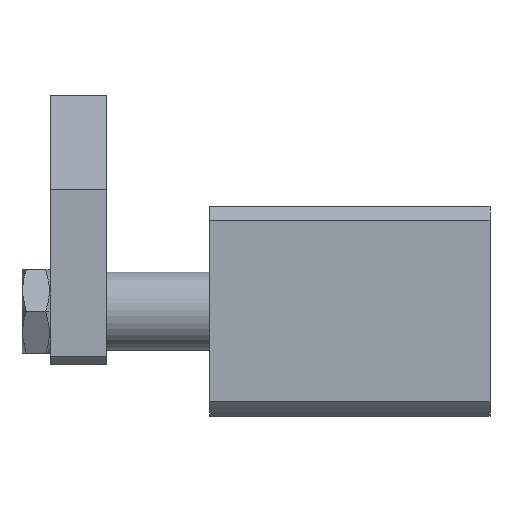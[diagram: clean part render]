
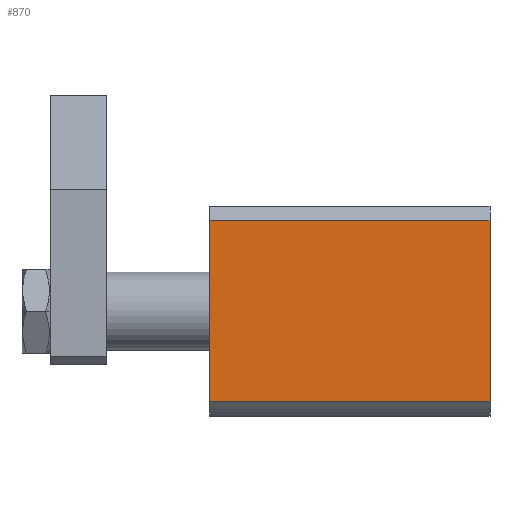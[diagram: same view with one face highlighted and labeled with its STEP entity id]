
A CAD part, left-side view. The second image highlights one B-rep face of the part: STEP entity #870.
In plain terms, the highlighted planar face has unit normal (-1, 0, 0).
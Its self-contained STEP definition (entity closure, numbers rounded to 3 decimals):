
#71 = VERTEX_POINT ( 'NONE', #1037 ) ;
#870 = ADVANCED_FACE ( 'NONE', ( #3177 ), #1062, .F. ) ;
#1037 = CARTESIAN_POINT ( 'NONE',  ( -37.5, 0., 32.311 ) ) ;
#1058 = DIRECTION ( 'NONE',  ( 0., 0., -1. ) ) ;
#1059 = DIRECTION ( 'NONE',  ( 1., 0., 0. ) ) ;
#1062 = PLANE ( 'NONE',  #2141 ) ;
#1070 = CARTESIAN_POINT ( 'NONE',  ( -37.5, 100., 37.5 ) ) ;
#2033 = EDGE_CURVE ( 'NONE', #5217, #5247, #2308, .T. ) ;
#2141 = AXIS2_PLACEMENT_3D ( 'NONE', #1070, #1059, #1058 ) ;
#2303 = VECTOR ( 'NONE', #3018, 1000. ) ;
#2308 = LINE ( 'NONE', #2623, #2303 ) ;
#2623 = CARTESIAN_POINT ( 'NONE',  ( -37.5, 100., 37.5 ) ) ;
#3018 = DIRECTION ( 'NONE',  ( 0., 0., 1. ) ) ;
#3177 = FACE_OUTER_BOUND ( 'NONE', #4889, .T. ) ;
#3297 = CARTESIAN_POINT ( 'NONE',  ( -37.5, 0., -32.311 ) ) ;
#3824 = EDGE_CURVE ( 'NONE', #5247, #71, #4478, .T. ) ;
#3825 = EDGE_CURVE ( 'NONE', #5214, #5217, #4479, .T. ) ;
#3832 = EDGE_CURVE ( 'NONE', #5214, #71, #4489, .T. ) ;
#3951 = ORIENTED_EDGE ( 'NONE', *, *, #3825, .F. ) ;
#3952 = ORIENTED_EDGE ( 'NONE', *, *, #3832, .T. ) ;
#3953 = ORIENTED_EDGE ( 'NONE', *, *, #3824, .F. ) ;
#3954 = ORIENTED_EDGE ( 'NONE', *, *, #2033, .F. ) ;
#4478 = LINE ( 'NONE', #5667, #4480 ) ;
#4479 = LINE ( 'NONE', #5685, #4482 ) ;
#4480 = VECTOR ( 'NONE', #5669, 1000. ) ;
#4482 = VECTOR ( 'NONE', #5686, 1000. ) ;
#4489 = LINE ( 'NONE', #5702, #4490 ) ;
#4490 = VECTOR ( 'NONE', #5721, 1000. ) ;
#4513 = CARTESIAN_POINT ( 'NONE',  ( -37.5, 100., -32.311 ) ) ;
#4539 = CARTESIAN_POINT ( 'NONE',  ( -37.5, 100., 32.311 ) ) ;
#4889 = EDGE_LOOP ( 'NONE', ( #3951, #3952, #3953, #3954 ) ) ;
#5214 = VERTEX_POINT ( 'NONE', #3297 ) ;
#5217 = VERTEX_POINT ( 'NONE', #4513 ) ;
#5247 = VERTEX_POINT ( 'NONE', #4539 ) ;
#5667 = CARTESIAN_POINT ( 'NONE',  ( -37.5, 0., 32.311 ) ) ;
#5669 = DIRECTION ( 'NONE',  ( 0., -1., 0. ) ) ;
#5685 = CARTESIAN_POINT ( 'NONE',  ( -37.5, 0., -32.311 ) ) ;
#5686 = DIRECTION ( 'NONE',  ( 0., 1., 0. ) ) ;
#5702 = CARTESIAN_POINT ( 'NONE',  ( -37.5, 0., 37.5 ) ) ;
#5721 = DIRECTION ( 'NONE',  ( 0., 0., 1. ) ) ;
